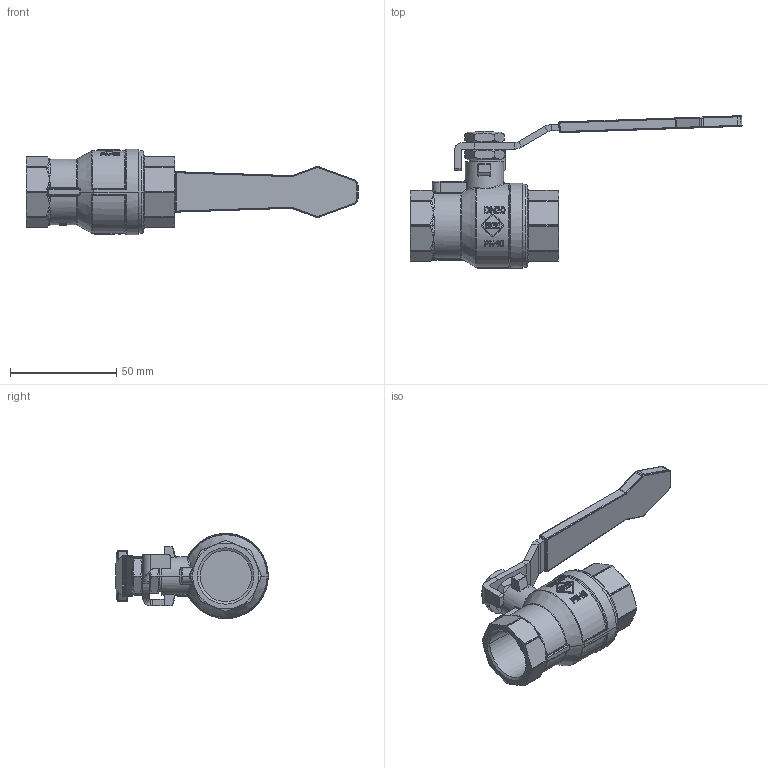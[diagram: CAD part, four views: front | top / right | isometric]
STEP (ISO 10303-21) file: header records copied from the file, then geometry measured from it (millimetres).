
FILE_DESCRIPTION(('STEP AP203'),'1');
FILE_NAME('0020036011020.stp','2025-04-25T05:03:53',('TraceParts'),('TraceParts S.A.'),'Spatial InterOp 3D',' ',' ');
FILE_SCHEMA(('CONFIG_CONTROL_DESIGN'));
Length unit declared in the file: millimetre
Products named in the file (1): 1
Bounding box: 156.02 x 71.72 x 40 mm (x, y, z)
Volume: 67734.9 mm3; surface area: 20402.5 mm2
Topology: 1 solids, 1 shells, 980 faces, 2522 edges, 1544 vertices
Faces by surface type: bspline 310, plane 294, cylinder 250, cone 54, torus 47, sphere 25
Entity records: 73250 total; most frequent: CARTESIAN_POINT 51810, ORIENTED_EDGE 4936, DIRECTION 3721, EDGE_CURVE 2468, VERTEX_POINT 1544, AXIS2_PLACEMENT_3D 1430, EDGE_LOOP 1034, ADVANCED_FACE 980
